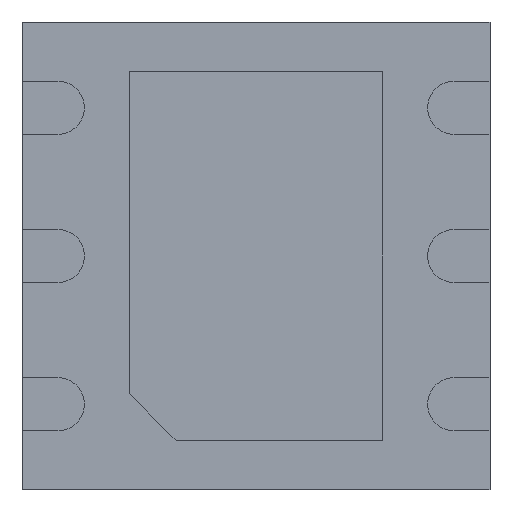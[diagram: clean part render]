
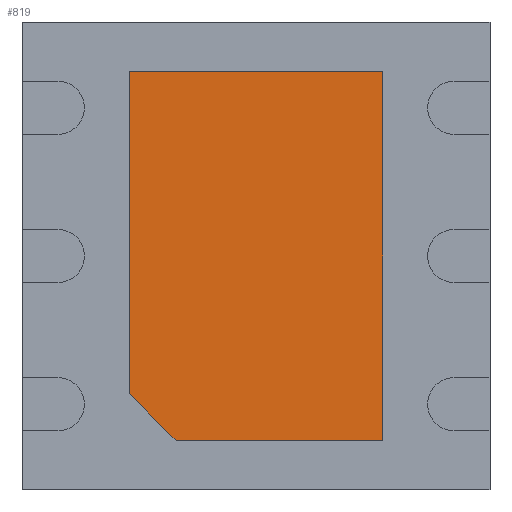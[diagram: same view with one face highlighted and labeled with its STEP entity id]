
A CAD part, front view. The second image highlights one B-rep face of the part: STEP entity #819.
In plain terms, the highlighted planar face has unit normal (0, -1, 0).
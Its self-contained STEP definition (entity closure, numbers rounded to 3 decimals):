
#9 = ORIENTED_EDGE ( 'NONE', *, *, #1591, .T. ) ;
#43 = VECTOR ( 'NONE', #847, 1000. ) ;
#44 = EDGE_LOOP ( 'NONE', ( #1829, #9, #1017, #2427, #2382 ) ) ;
#74 = FACE_OUTER_BOUND ( 'NONE', #44, .T. ) ;
#310 = CARTESIAN_POINT ( 'NONE',  ( -0.813, -0.46, 1.183 ) ) ;
#348 = LINE ( 'NONE', #1272, #506 ) ;
#371 = VERTEX_POINT ( 'NONE', #874 ) ;
#506 = VECTOR ( 'NONE', #1879, 1000. ) ;
#569 = LINE ( 'NONE', #1642, #43 ) ;
#576 = AXIS2_PLACEMENT_3D ( 'NONE', #2198, #1609, #1193 ) ;
#674 = CARTESIAN_POINT ( 'NONE',  ( -0.813, -0.46, 1.183 ) ) ;
#720 = LINE ( 'NONE', #674, #1195 ) ;
#722 = VERTEX_POINT ( 'NONE', #310 ) ;
#780 = VERTEX_POINT ( 'NONE', #2325 ) ;
#789 = PLANE ( 'NONE',  #576 ) ;
#819 = ADVANCED_FACE ( 'NONE', ( #74 ), #789, .T. ) ;
#847 = DIRECTION ( 'NONE',  ( -1., 0., 0. ) ) ;
#874 = CARTESIAN_POINT ( 'NONE',  ( -0.513, -0.46, -1.183 ) ) ;
#951 = VERTEX_POINT ( 'NONE', #1939 ) ;
#1017 = ORIENTED_EDGE ( 'NONE', *, *, #1776, .T. ) ;
#1026 = VECTOR ( 'NONE', #1432, 1000. ) ;
#1180 = EDGE_CURVE ( 'NONE', #780, #722, #569, .T. ) ;
#1190 = EDGE_CURVE ( 'NONE', #951, #780, #2563, .T. ) ;
#1193 = DIRECTION ( 'NONE',  ( 0., 0., -1. ) ) ;
#1195 = VECTOR ( 'NONE', #1894, 1000. ) ;
#1223 = CARTESIAN_POINT ( 'NONE',  ( -0.813, -0.46, -0.883 ) ) ;
#1272 = CARTESIAN_POINT ( 'NONE',  ( -0.513, -0.46, -1.183 ) ) ;
#1413 = DIRECTION ( 'NONE',  ( 0.707, 0., -0.707 ) ) ;
#1432 = DIRECTION ( 'NONE',  ( 0., 0., 1. ) ) ;
#1453 = EDGE_CURVE ( 'NONE', #371, #951, #348, .T. ) ;
#1553 = VERTEX_POINT ( 'NONE', #2496 ) ;
#1591 = EDGE_CURVE ( 'NONE', #722, #1553, #720, .T. ) ;
#1609 = DIRECTION ( 'NONE',  ( 0., -1., 0. ) ) ;
#1642 = CARTESIAN_POINT ( 'NONE',  ( 0.812, -0.46, 1.183 ) ) ;
#1776 = EDGE_CURVE ( 'NONE', #1553, #371, #1792, .T. ) ;
#1792 = LINE ( 'NONE', #1223, #2494 ) ;
#1829 = ORIENTED_EDGE ( 'NONE', *, *, #1180, .T. ) ;
#1844 = CARTESIAN_POINT ( 'NONE',  ( 0.812, -0.46, -1.183 ) ) ;
#1879 = DIRECTION ( 'NONE',  ( 1., 0., 0. ) ) ;
#1894 = DIRECTION ( 'NONE',  ( 0., 0., -1. ) ) ;
#1939 = CARTESIAN_POINT ( 'NONE',  ( 0.812, -0.46, -1.183 ) ) ;
#2198 = CARTESIAN_POINT ( 'NONE',  ( 0., -0.46, 0. ) ) ;
#2325 = CARTESIAN_POINT ( 'NONE',  ( 0.812, -0.46, 1.183 ) ) ;
#2382 = ORIENTED_EDGE ( 'NONE', *, *, #1190, .T. ) ;
#2427 = ORIENTED_EDGE ( 'NONE', *, *, #1453, .T. ) ;
#2494 = VECTOR ( 'NONE', #1413, 1000. ) ;
#2496 = CARTESIAN_POINT ( 'NONE',  ( -0.813, -0.46, -0.883 ) ) ;
#2563 = LINE ( 'NONE', #1844, #1026 ) ;
